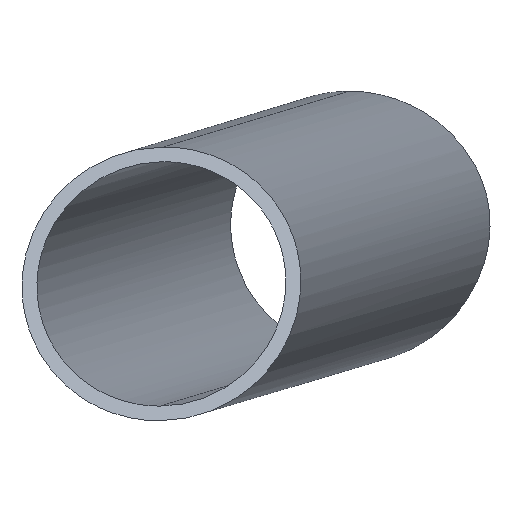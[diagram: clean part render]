
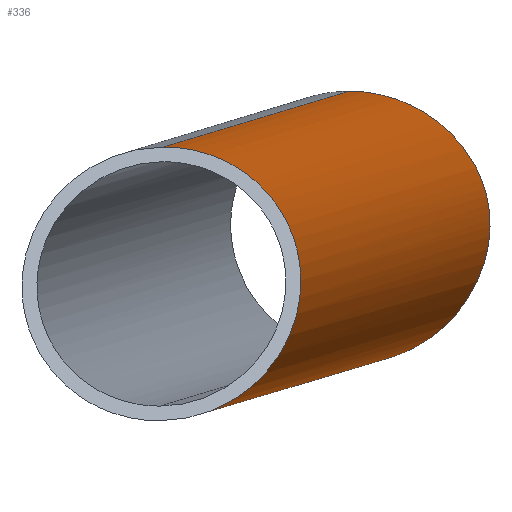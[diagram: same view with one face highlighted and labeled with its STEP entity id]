
A CAD part, left-side view. The second image highlights one B-rep face of the part: STEP entity #336.
In plain terms, the highlighted cylindrical face has radius 14 mm (diameter 28 mm), a partial arc.
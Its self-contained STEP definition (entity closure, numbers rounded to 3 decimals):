
#85=CARTESIAN_POINT('Vertex',(-1846.176,299.831,-105.948)) ;
#87=CARTESIAN_POINT('Vertex',(-1853.824,300.169,-134.052)) ;
#91=CARTESIAN_POINT('Control Point',(-1853.824,300.169,-134.052)) ;
#92=CARTESIAN_POINT('Control Point',(-1853.118,298.672,-134.042)) ;
#93=CARTESIAN_POINT('Control Point',(-1852.37,297.196,-133.84)) ;
#94=CARTESIAN_POINT('Control Point',(-1851.597,295.768,-133.457)) ;
#95=CARTESIAN_POINT('Control Point',(-1850.01,293.02,-132.348)) ;
#96=CARTESIAN_POINT('Control Point',(-1848.42,290.63,-130.597)) ;
#97=CARTESIAN_POINT('Control Point',(-1847.63,289.535,-129.562)) ;
#98=CARTESIAN_POINT('Control Point',(-1846.394,287.983,-127.659)) ;
#99=CARTESIAN_POINT('Control Point',(-1845.271,286.855,-125.435)) ;
#100=CARTESIAN_POINT('Control Point',(-1844.863,286.492,-124.543)) ;
#101=CARTESIAN_POINT('Control Point',(-1844.131,285.943,-122.768)) ;
#102=CARTESIAN_POINT('Control Point',(-1843.512,285.691,-120.888)) ;
#103=CARTESIAN_POINT('Control Point',(-1843.246,285.644,-119.973)) ;
#104=CARTESIAN_POINT('Control Point',(-1842.798,285.701,-118.192)) ;
#105=CARTESIAN_POINT('Control Point',(-1842.49,286.052,-116.417)) ;
#106=CARTESIAN_POINT('Control Point',(-1842.377,286.29,-115.571)) ;
#107=CARTESIAN_POINT('Control Point',(-1842.209,286.972,-113.738)) ;
#108=CARTESIAN_POINT('Control Point',(-1842.229,287.975,-112.045)) ;
#109=CARTESIAN_POINT('Control Point',(-1842.298,288.616,-111.174)) ;
#110=CARTESIAN_POINT('Control Point',(-1842.54,290.009,-109.626)) ;
#111=CARTESIAN_POINT('Control Point',(-1842.973,291.637,-108.381)) ;
#112=CARTESIAN_POINT('Control Point',(-1843.225,292.47,-107.855)) ;
#113=CARTESIAN_POINT('Control Point',(-1843.865,294.397,-106.859)) ;
#114=CARTESIAN_POINT('Control Point',(-1844.661,296.432,-106.256)) ;
#115=CARTESIAN_POINT('Control Point',(-1845.138,297.57,-106.041)) ;
#116=CARTESIAN_POINT('Control Point',(-1845.645,298.706,-105.94)) ;
#117=CARTESIAN_POINT('Control Point',(-1846.176,299.831,-105.948)) ;
#201=CARTESIAN_POINT('Line Origine',(-501093.481,22328.768,-6742.632)) ;
#205=CARTESIAN_POINT('Vertex',(-1409.831,280.578,-128.175)) ;
#207=CARTESIAN_POINT('Vertex',(-1849.815,299.992,-133.999)) ;
#210=CARTESIAN_POINT('Line Origine',(-501093.481,22328.768,-6742.632)) ;
#215=CARTESIAN_POINT('Line Origine',(-501093.851,22328.785,-6714.634)) ;
#219=CARTESIAN_POINT('Vertex',(-1413.383,280.735,-100.219)) ;
#277=CARTESIAN_POINT('Axis2P3D Location',(-1623.368,290.,-117.)) ;
#283=CARTESIAN_POINT('Control Point',(-1409.831,280.578,-128.175)) ;
#284=CARTESIAN_POINT('Control Point',(-1410.016,279.622,-128.176)) ;
#285=CARTESIAN_POINT('Control Point',(-1410.121,278.661,-128.077)) ;
#286=CARTESIAN_POINT('Control Point',(-1410.145,277.728,-127.882)) ;
#287=CARTESIAN_POINT('Vertex',(-1410.145,277.728,-127.882)) ;
#291=CARTESIAN_POINT('Control Point',(-1413.383,280.735,-100.219)) ;
#292=CARTESIAN_POINT('Control Point',(-1413.229,279.667,-100.216)) ;
#293=CARTESIAN_POINT('Control Point',(-1412.972,278.603,-100.313)) ;
#294=CARTESIAN_POINT('Control Point',(-1412.619,277.568,-100.505)) ;
#295=CARTESIAN_POINT('Control Point',(-1411.697,275.442,-101.093)) ;
#296=CARTESIAN_POINT('Control Point',(-1410.491,273.554,-102.006)) ;
#297=CARTESIAN_POINT('Control Point',(-1409.788,272.62,-102.571)) ;
#298=CARTESIAN_POINT('Control Point',(-1408.527,271.162,-103.637)) ;
#299=CARTESIAN_POINT('Control Point',(-1407.198,269.912,-104.875)) ;
#300=CARTESIAN_POINT('Control Point',(-1406.647,269.433,-105.413)) ;
#301=CARTESIAN_POINT('Control Point',(-1405.733,268.695,-106.35)) ;
#302=CARTESIAN_POINT('Control Point',(-1404.855,268.049,-107.383)) ;
#303=CARTESIAN_POINT('Control Point',(-1404.516,267.807,-107.809)) ;
#304=CARTESIAN_POINT('Control Point',(-1403.705,267.241,-108.924)) ;
#305=CARTESIAN_POINT('Control Point',(-1403.06,266.78,-110.187)) ;
#306=CARTESIAN_POINT('Control Point',(-1402.765,266.544,-111.022)) ;
#307=CARTESIAN_POINT('Control Point',(-1402.667,266.333,-112.232)) ;
#308=CARTESIAN_POINT('Control Point',(-1402.868,266.266,-113.429)) ;
#309=CARTESIAN_POINT('Control Point',(-1402.941,266.259,-113.743)) ;
#310=CARTESIAN_POINT('Control Point',(-1403.17,266.264,-114.56)) ;
#311=CARTESIAN_POINT('Control Point',(-1403.485,266.329,-115.349)) ;
#312=CARTESIAN_POINT('Control Point',(-1403.702,266.391,-115.827)) ;
#313=CARTESIAN_POINT('Control Point',(-1404.081,266.524,-116.6)) ;
#314=CARTESIAN_POINT('Control Point',(-1404.485,266.707,-117.349)) ;
#315=CARTESIAN_POINT('Control Point',(-1404.647,266.787,-117.64)) ;
#316=CARTESIAN_POINT('Control Point',(-1405.404,267.189,-118.972)) ;
#317=CARTESIAN_POINT('Control Point',(-1406.184,267.746,-120.238)) ;
#318=CARTESIAN_POINT('Control Point',(-1406.777,268.274,-121.194)) ;
#319=CARTESIAN_POINT('Control Point',(-1407.736,269.333,-122.748)) ;
#320=CARTESIAN_POINT('Control Point',(-1408.557,270.659,-124.143)) ;
#321=CARTESIAN_POINT('Control Point',(-1408.866,271.251,-124.688)) ;
#322=CARTESIAN_POINT('Control Point',(-1409.52,272.758,-125.892)) ;
#323=CARTESIAN_POINT('Control Point',(-1409.949,274.48,-126.851)) ;
#324=CARTESIAN_POINT('Control Point',(-1410.109,275.535,-127.307)) ;
#325=CARTESIAN_POINT('Control Point',(-1410.173,276.627,-127.652)) ;
#326=CARTESIAN_POINT('Control Point',(-1410.145,277.728,-127.882)) ;
#202=DIRECTION('Vector Direction',(-0.999,0.044,-0.013)) ;
#211=DIRECTION('Vector Direction',(-0.999,0.044,-0.013)) ;
#216=DIRECTION('Vector Direction',(-0.999,0.044,-0.013)) ;
#278=DIRECTION('Axis2P3D Direction',(-0.999,0.044,-0.013)) ;
#279=DIRECTION('Axis2P3D XDirection',(0.013,-0.001,-1.)) ;
#280=AXIS2_PLACEMENT_3D('Cylinder Axis2P3D',#277,#278,#279) ;
#329=ORIENTED_EDGE('',*,*,#221,.T.) ;
#330=ORIENTED_EDGE('',*,*,#118,.F.) ;
#331=ORIENTED_EDGE('',*,*,#214,.F.) ;
#332=ORIENTED_EDGE('',*,*,#209,.F.) ;
#333=ORIENTED_EDGE('',*,*,#289,.T.) ;
#334=ORIENTED_EDGE('',*,*,#327,.F.) ;
#203=VECTOR('Line Direction',#202,1.) ;
#212=VECTOR('Line Direction',#211,1.) ;
#217=VECTOR('Line Direction',#216,1.) ;
#336=ADVANCED_FACE('Corps principal',(#335),#281,.T.) ;
#90=B_SPLINE_CURVE_WITH_KNOTS('',5,(#91,#92,#93,#94,#95,#96,#97,#98,#99,#100,#101,#102,#103,#104,#105,#106,#107,#108,#109,#110,#111,#112,#113,#114,#115,#116,#117),.UNSPECIFIED.,.F.,.U.,(6,3,3,3,3,3,3,3,6),(0.,11.701,23.63,30.988,37.697,43.925,51.524,58.666,67.462),.UNSPECIFIED.) ;
#282=B_SPLINE_CURVE_WITH_KNOTS('',3,(#283,#284,#285,#286),.UNSPECIFIED.,.F.,.U.,(4,4),(0.,4.274),.UNSPECIFIED.) ;
#290=B_SPLINE_CURVE_WITH_KNOTS('',5,(#291,#292,#293,#294,#295,#296,#297,#298,#299,#300,#301,#302,#303,#304,#305,#306,#307,#308,#309,#310,#311,#312,#313,#314,#315,#316,#317,#318,#319,#320,#321,#322,#323,#324,#325,#326),.UNSPECIFIED.,.F.,.U.,(6,3,3,3,3,3,3,3,3,3,3,6),(0.,7.925,17.047,23.41,27.594,33.877,36.145,39.849,42.254,50.959,57.071,65.478),.UNSPECIFIED.) ;
#281=CYLINDRICAL_SURFACE('generated cylinder',#280,14.) ;
#118=EDGE_CURVE('',#88,#86,#90,.T.) ;
#209=EDGE_CURVE('',#206,#208,#204,.T.) ;
#214=EDGE_CURVE('',#208,#88,#213,.T.) ;
#221=EDGE_CURVE('',#220,#86,#218,.T.) ;
#289=EDGE_CURVE('',#206,#288,#282,.T.) ;
#327=EDGE_CURVE('',#220,#288,#290,.T.) ;
#328=EDGE_LOOP('',(#329,#330,#331,#332,#333,#334)) ;
#335=FACE_OUTER_BOUND('',#328,.T.) ;
#204=LINE('Line',#201,#203) ;
#213=LINE('Line',#210,#212) ;
#218=LINE('Line',#215,#217) ;
#86=VERTEX_POINT('',#85) ;
#88=VERTEX_POINT('',#87) ;
#206=VERTEX_POINT('',#205) ;
#208=VERTEX_POINT('',#207) ;
#220=VERTEX_POINT('',#219) ;
#288=VERTEX_POINT('',#287) ;
